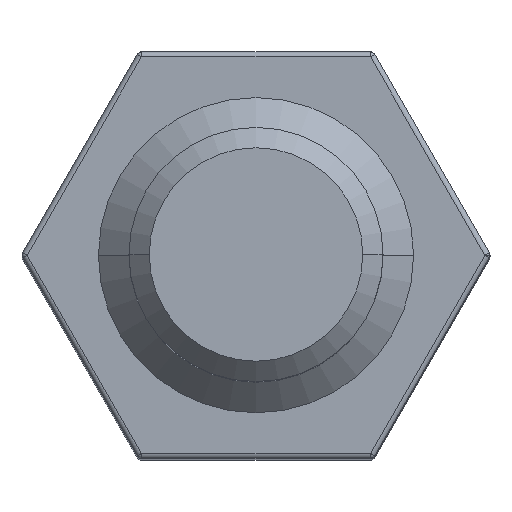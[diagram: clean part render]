
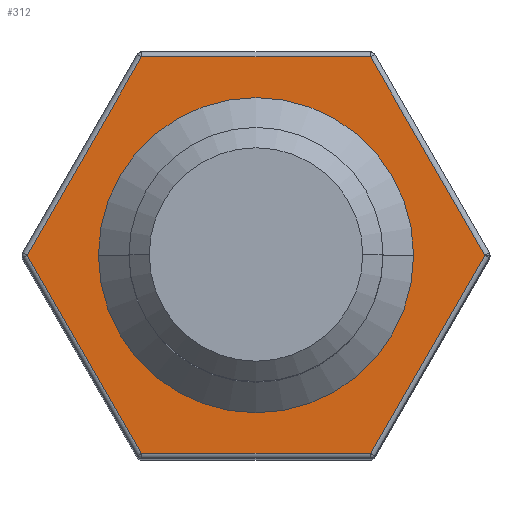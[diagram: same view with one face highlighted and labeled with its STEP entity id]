
A CAD part, top view. The second image highlights one B-rep face of the part: STEP entity #312.
In plain terms, the highlighted planar face has unit normal (0, 0, 1).
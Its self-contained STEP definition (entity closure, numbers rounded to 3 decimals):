
#3 = ORIENTED_EDGE ( 'NONE', *, *, #317, .T. ) ;
#8 = AXIS2_PLACEMENT_3D ( 'NONE', #286, #1123, #429 ) ;
#45 = ORIENTED_EDGE ( 'NONE', *, *, #865, .T. ) ;
#47 = VERTEX_POINT ( 'NONE', #1278 ) ;
#52 = ORIENTED_EDGE ( 'NONE', *, *, #818, .T. ) ;
#103 = VERTEX_POINT ( 'NONE', #1267 ) ;
#106 = AXIS2_PLACEMENT_3D ( 'NONE', #1152, #1096, #1095 ) ;
#114 = VERTEX_POINT ( 'NONE', #1260 ) ;
#117 = AXIS2_PLACEMENT_3D ( 'NONE', #164, #325, #1082 ) ;
#154 = CARTESIAN_POINT ( 'NONE',  ( -4.619, 3.9, 0. ) ) ;
#164 = CARTESIAN_POINT ( 'NONE',  ( 0., 0., 0. ) ) ;
#196 = EDGE_LOOP ( 'NONE', ( #3, #370 ) ) ;
#220 = LINE ( 'NONE', #154, #545 ) ;
#233 = CARTESIAN_POINT ( 'NONE',  ( 4.503, 0., 0. ) ) ;
#275 = CARTESIAN_POINT ( 'NONE',  ( -4.619, -3.9, 0. ) ) ;
#281 = EDGE_LOOP ( 'NONE', ( #1424, #45, #425, #1148, #1240, #52 ) ) ;
#286 = CARTESIAN_POINT ( 'NONE',  ( 0., 0., 0. ) ) ;
#288 = VERTEX_POINT ( 'NONE', #1237 ) ;
#312 = ADVANCED_FACE ( 'NONE', ( #1145, #1132 ), #1104, .F. ) ;
#313 = CIRCLE ( 'NONE', #8, 3.1 ) ;
#317 = EDGE_CURVE ( 'NONE', #103, #114, #1113, .T. ) ;
#325 = DIRECTION ( 'NONE',  ( 0., 0., -1. ) ) ;
#333 = CARTESIAN_POINT ( 'NONE',  ( -4.503, 0., 0. ) ) ;
#357 = LINE ( 'NONE', #275, #1220 ) ;
#370 = ORIENTED_EDGE ( 'NONE', *, *, #841, .T. ) ;
#410 = DIRECTION ( 'NONE',  ( 1., 0., 0. ) ) ;
#425 = ORIENTED_EDGE ( 'NONE', *, *, #899, .T. ) ;
#429 = DIRECTION ( 'NONE',  ( -1., 0., 0. ) ) ;
#465 = VECTOR ( 'NONE', #949, 1000. ) ;
#545 = VECTOR ( 'NONE', #937, 1000. ) ;
#611 = VERTEX_POINT ( 'NONE', #233 ) ;
#670 = VECTOR ( 'NONE', #1294, 1000. ) ;
#691 = DIRECTION ( 'NONE',  ( -0.5, 0.866, 0. ) ) ;
#706 = LINE ( 'NONE', #1030, #670 ) ;
#815 = DIRECTION ( 'NONE',  ( 0.5, -0.866, 0. ) ) ;
#816 = EDGE_CURVE ( 'NONE', #47, #1069, #357, .T. ) ;
#818 = EDGE_CURVE ( 'NONE', #1069, #611, #706, .T. ) ;
#824 = CARTESIAN_POINT ( 'NONE',  ( -4.532, -0.05, 0. ) ) ;
#841 = EDGE_CURVE ( 'NONE', #114, #103, #313, .T. ) ;
#842 = EDGE_CURVE ( 'NONE', #611, #1369, #1377, .T. ) ;
#854 = EDGE_CURVE ( 'NONE', #982, #47, #986, .T. ) ;
#865 = EDGE_CURVE ( 'NONE', #1369, #288, #220, .T. ) ;
#899 = EDGE_CURVE ( 'NONE', #288, #982, #1085, .T. ) ;
#937 = DIRECTION ( 'NONE',  ( -1., 0., 0. ) ) ;
#949 = DIRECTION ( 'NONE',  ( -0.5, -0.866, 0. ) ) ;
#982 = VERTEX_POINT ( 'NONE', #333 ) ;
#985 = CARTESIAN_POINT ( 'NONE',  ( 2.252, 3.9, 0. ) ) ;
#986 = LINE ( 'NONE', #1042, #1140 ) ;
#1030 = CARTESIAN_POINT ( 'NONE',  ( 2.223, -3.95, 0. ) ) ;
#1042 = CARTESIAN_POINT ( 'NONE',  ( -4.532, 0.05, 0. ) ) ;
#1067 = CARTESIAN_POINT ( 'NONE',  ( 2.252, -3.9, 0. ) ) ;
#1069 = VERTEX_POINT ( 'NONE', #1067 ) ;
#1082 = DIRECTION ( 'NONE',  ( -1., 0., 0. ) ) ;
#1085 = LINE ( 'NONE', #824, #465 ) ;
#1095 = DIRECTION ( 'NONE',  ( -1., 0., 0. ) ) ;
#1096 = DIRECTION ( 'NONE',  ( 0., 0., -1. ) ) ;
#1104 = PLANE ( 'NONE',  #106 ) ;
#1113 = CIRCLE ( 'NONE', #117, 3.1 ) ;
#1123 = DIRECTION ( 'NONE',  ( 0., 0., -1. ) ) ;
#1132 = FACE_BOUND ( 'NONE', #196, .T. ) ;
#1140 = VECTOR ( 'NONE', #815, 1000. ) ;
#1145 = FACE_OUTER_BOUND ( 'NONE', #281, .T. ) ;
#1148 = ORIENTED_EDGE ( 'NONE', *, *, #854, .T. ) ;
#1152 = CARTESIAN_POINT ( 'NONE',  ( -4.619, 0., 0. ) ) ;
#1175 = VECTOR ( 'NONE', #691, 1000. ) ;
#1208 = CARTESIAN_POINT ( 'NONE',  ( 2.223, 3.95, 0. ) ) ;
#1220 = VECTOR ( 'NONE', #410, 1000. ) ;
#1237 = CARTESIAN_POINT ( 'NONE',  ( -2.252, 3.9, 0. ) ) ;
#1240 = ORIENTED_EDGE ( 'NONE', *, *, #816, .T. ) ;
#1260 = CARTESIAN_POINT ( 'NONE',  ( 3.1, 0., 0. ) ) ;
#1267 = CARTESIAN_POINT ( 'NONE',  ( -3.1, 0., 0. ) ) ;
#1278 = CARTESIAN_POINT ( 'NONE',  ( -2.252, -3.9, 0. ) ) ;
#1294 = DIRECTION ( 'NONE',  ( 0.5, 0.866, 0. ) ) ;
#1369 = VERTEX_POINT ( 'NONE', #985 ) ;
#1377 = LINE ( 'NONE', #1208, #1175 ) ;
#1424 = ORIENTED_EDGE ( 'NONE', *, *, #842, .T. ) ;
